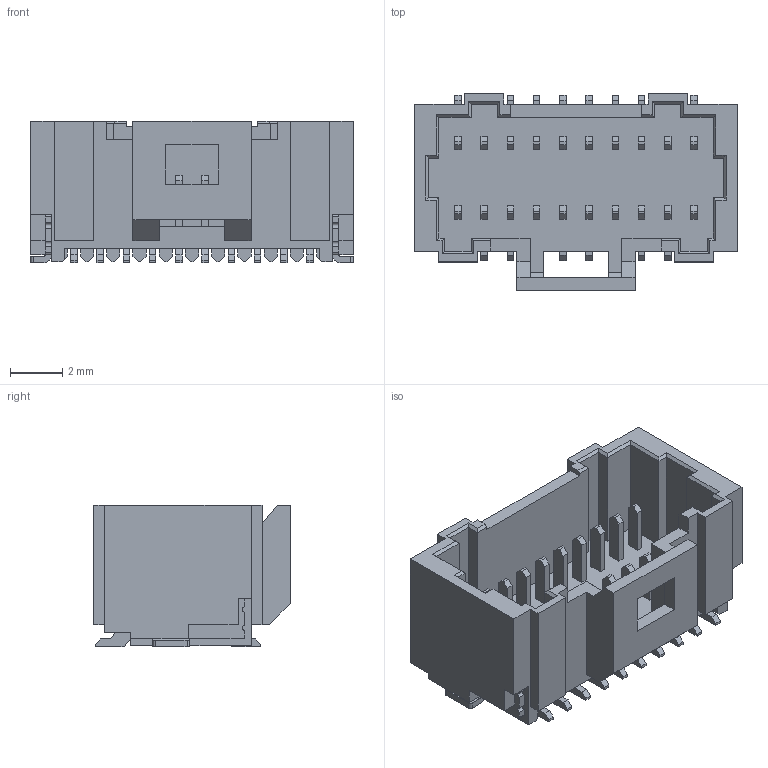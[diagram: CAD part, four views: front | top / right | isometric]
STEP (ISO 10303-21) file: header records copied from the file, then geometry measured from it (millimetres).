
FILE_DESCRIPTION (( 'STEP AP214' ), '1' );
FILE_NAME ('FWF10012-D20S23NAM-REF.STEP', '2025-10-11T02:14:39', ( '' ), ( '' ), 'SwSTEP 2.0', 'SolidWorks 2021', '' );
FILE_SCHEMA (( 'AUTOMOTIVE_DESIGN' ));
Length unit declared in the file: millimetre
Products named in the file (1): FWF10012-D20S23NAM-REF
Bounding box: 12.3 x 7.5 x 5.4 mm (x, y, z)
Volume: 154.6 mm3; surface area: 644.7 mm2
Topology: 1 solids, 1 shells, 624 faces, 1712 edges, 1128 vertices
Faces by surface type: plane 608, cylinder 16
Entity records: 19390 total; most frequent: CARTESIAN_POINT 3465, ORIENTED_EDGE 3424, DIRECTION 2994, EDGE_CURVE 1712, VECTOR 1680, LINE 1680, VERTEX_POINT 1128, EDGE_LOOP 666
